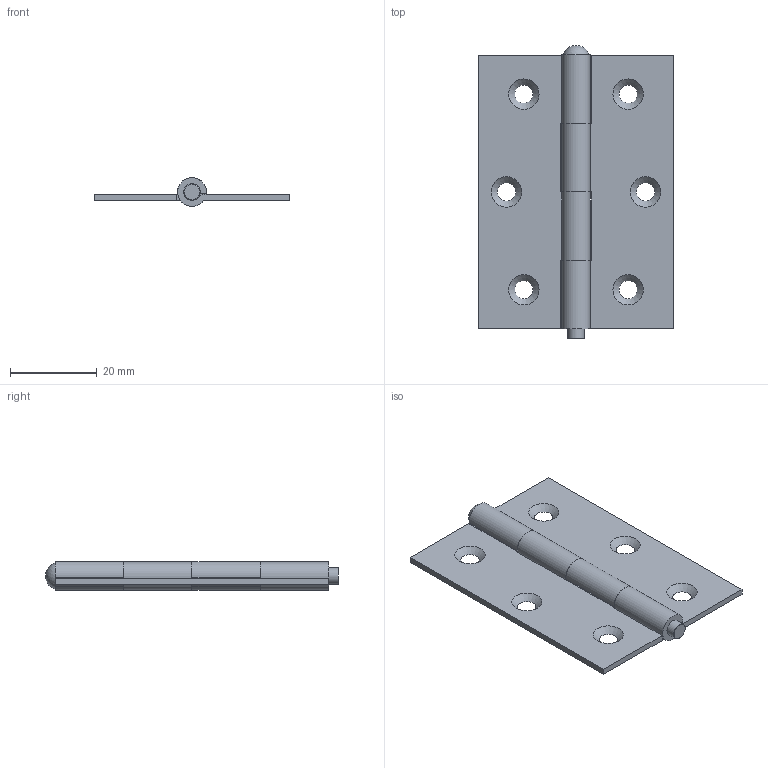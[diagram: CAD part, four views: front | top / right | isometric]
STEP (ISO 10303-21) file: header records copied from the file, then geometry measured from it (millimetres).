
FILE_DESCRIPTION (( 'STEP AP203' ), '1' );
FILE_NAME ('456-12.step', '2021-11-25T13:28:05', ( '' ), ( '' ), 'SwSTEP 2.0', 'SolidWorks 2018', '' );
FILE_SCHEMA (( 'CONFIG_CONTROL_DESIGN' ));
Length unit declared in the file: millimetre
Products named in the file (7): 456-12 Teil1; 456-12 Teil3; 456-12; 456-12 Teil2
Assembly tree (3 placements, depth 2):
  456-12 Teil1
  456-12
    456-12 Teil1
    456-12 Teil2
    456-12 Teil3
  456-12 Teil3
  456-12 Teil2
Bounding box: 45 x 67.38 x 6.59 mm (x, y, z)
Volume: 5366.9 mm3; surface area: 8250.9 mm2
Topology: 3 solids, 3 shells, 233 faces, 627 edges, 420 vertices
Faces by surface type: plane 137, bspline 71, cylinder 17, cone 7, sphere 1
Full cylindrical faces by diameter (mm): 3.8 x1
Entity records: 11405 total; most frequent: CARTESIAN_POINT 5402, ORIENTED_EDGE 1226, DIRECTION 857, EDGE_CURVE 613, LINE 423, VECTOR 423, VERTEX_POINT 414, EDGE_LOOP 273
